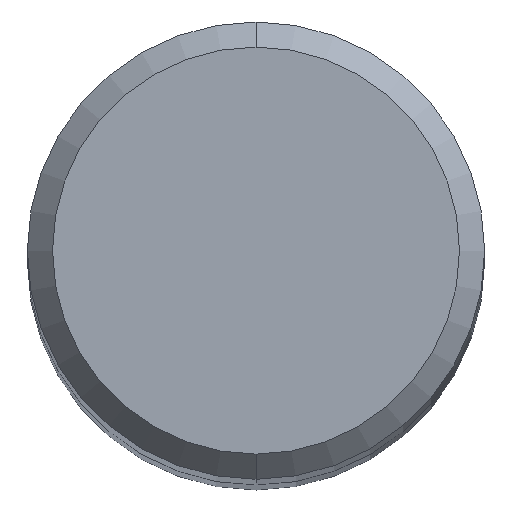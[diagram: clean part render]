
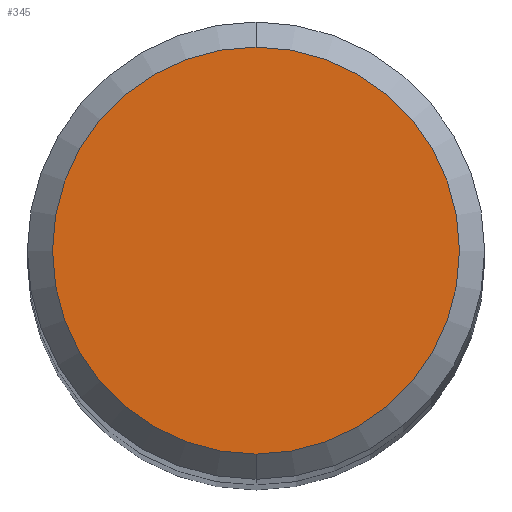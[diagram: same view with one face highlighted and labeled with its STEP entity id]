
A CAD part, top view. The second image highlights one B-rep face of the part: STEP entity #345.
In plain terms, the highlighted planar face has unit normal (0, 0, 1).
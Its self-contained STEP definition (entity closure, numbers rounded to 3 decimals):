
#209=EDGE_CURVE('',#365,#299,#487,.T.);
#251=EDGE_CURVE('',#299,#365,#534,.T.);
#299=VERTEX_POINT('',#584);
#345=ADVANCED_FACE('',(#636),#637,.T.);
#365=VERTEX_POINT('',#658);
#487=CIRCLE('',#878,4.05);
#534=CIRCLE('',#968,4.05);
#584=CARTESIAN_POINT('',(0.0,4.05,0.0));
#636=FACE_OUTER_BOUND('',#1208,.T.);
#637=PLANE('',#1209);
#658=CARTESIAN_POINT('',(0.,-4.05,0.0));
#878=AXIS2_PLACEMENT_3D('',#1386,#1387,#1388);
#968=AXIS2_PLACEMENT_3D('',#1465,#1466,#1467);
#1208=EDGE_LOOP('',(#1564,#1565));
#1209=AXIS2_PLACEMENT_3D('',#1566,#1567,#1568);
#1386=CARTESIAN_POINT('',(0.0,0.0,0.0));
#1387=DIRECTION('',(0.0,0.0,-1.0));
#1388=DIRECTION('',(0.0,1.0,0.0));
#1465=CARTESIAN_POINT('',(0.0,0.0,0.0));
#1466=DIRECTION('',(0.0,0.0,-1.0));
#1467=DIRECTION('',(0.0,1.0,0.0));
#1564=ORIENTED_EDGE('',*,*,#251,.F.);
#1565=ORIENTED_EDGE('',*,*,#209,.F.);
#1566=CARTESIAN_POINT('',(0.0,2.025,0.0));
#1567=DIRECTION('',(-0.0,0.0,1.0));
#1568=DIRECTION('',(0.0,-1.0,0.0));
